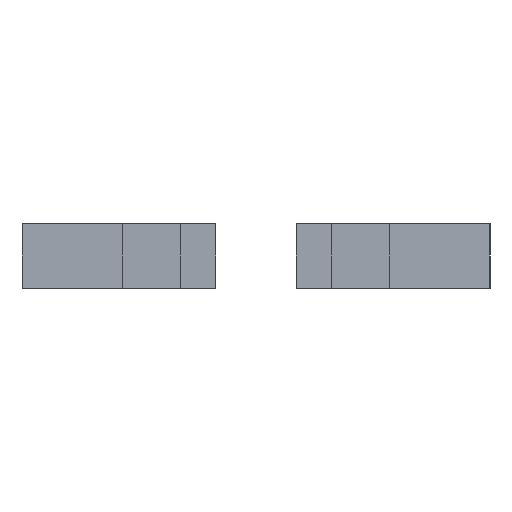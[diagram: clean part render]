
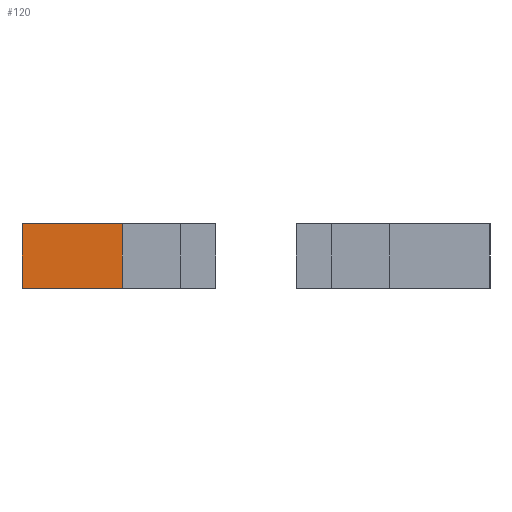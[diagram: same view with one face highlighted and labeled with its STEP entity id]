
A CAD part, left-side view. The second image highlights one B-rep face of the part: STEP entity #120.
In plain terms, the highlighted planar face has unit normal (-1, 0, 0).
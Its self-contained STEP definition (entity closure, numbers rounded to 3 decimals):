
#120=ADVANCED_FACE('',(#224),#225,.F.);
#224=FACE_OUTER_BOUND('',#324,.T.);
#225=PLANE('',#325);
#324=EDGE_LOOP('',(#460,#461,#462,#463));
#325=AXIS2_PLACEMENT_3D('',#464,#465,#466);
#460=ORIENTED_EDGE('',*,*,#673,.T.);
#461=ORIENTED_EDGE('',*,*,#683,.F.);
#462=ORIENTED_EDGE('',*,*,#684,.F.);
#463=ORIENTED_EDGE('',*,*,#666,.F.);
#464=CARTESIAN_POINT('',(0.0,57.5,5.0));
#465=DIRECTION('',(1.0,0.0,-0.0));
#466=DIRECTION('',(0.0,0.0,1.0));
#666=EDGE_CURVE('',#780,#782,#783,.T.);
#673=EDGE_CURVE('',#780,#792,#793,.T.);
#683=EDGE_CURVE('',#806,#792,#807,.T.);
#684=EDGE_CURVE('',#782,#806,#808,.T.);
#780=VERTEX_POINT('',#945);
#782=VERTEX_POINT('',#948);
#783=LINE('',#949,#950);
#792=VERTEX_POINT('',#963);
#793=LINE('',#964,#965);
#806=VERTEX_POINT('',#984);
#807=LINE('',#985,#986);
#808=LINE('',#987,#988);
#945=CARTESIAN_POINT('',(0.0,57.0,0.0));
#948=CARTESIAN_POINT('',(0.0,72.5,0.0));
#949=CARTESIAN_POINT('',(0.0,57.5,0.0));
#950=VECTOR('',#1136,1.0);
#963=CARTESIAN_POINT('',(0.0,57.0,10.0));
#964=CARTESIAN_POINT('',(0.0,57.0,5.0));
#965=VECTOR('',#1141,1.0);
#984=CARTESIAN_POINT('',(0.0,72.5,10.0));
#985=CARTESIAN_POINT('',(0.0,57.5,10.0));
#986=VECTOR('',#1148,1.0);
#987=CARTESIAN_POINT('',(0.0,72.5,5.0));
#988=VECTOR('',#1149,1.0);
#1136=DIRECTION('',(0.0,1.0,0.0));
#1141=DIRECTION('',(-0.0,0.0,1.0));
#1148=DIRECTION('',(0.0,-1.0,0.0));
#1149=DIRECTION('',(0.0,0.0,1.0));
